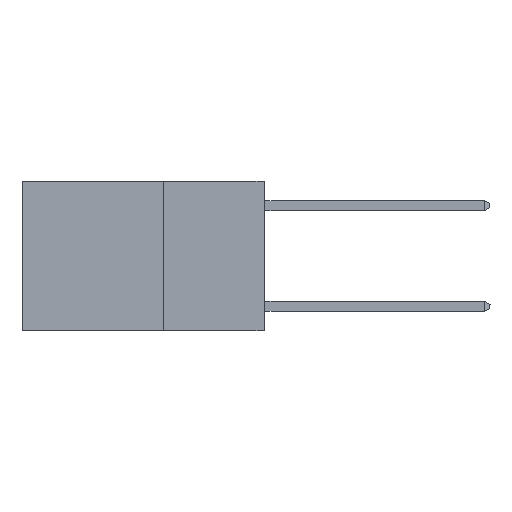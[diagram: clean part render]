
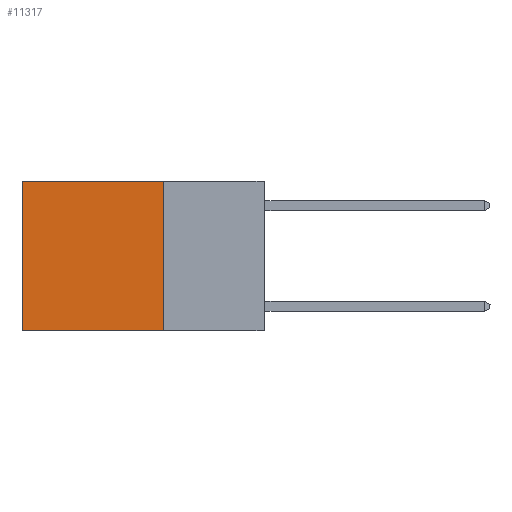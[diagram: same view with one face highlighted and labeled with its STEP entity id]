
A CAD part, left-side view. The second image highlights one B-rep face of the part: STEP entity #11317.
In plain terms, the highlighted planar face has unit normal (-1, 0, 0).
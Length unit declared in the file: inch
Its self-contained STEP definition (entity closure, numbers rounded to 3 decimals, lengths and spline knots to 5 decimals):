
#780 = DIRECTION ( 'NONE',  ( 0., 1., 0. ) ) ;
#1161 = VECTOR ( 'NONE', #780, 39.37008 ) ;
#1620 = CARTESIAN_POINT ( 'NONE',  ( 0.2625, 0.6, 0. ) ) ;
#2236 = CARTESIAN_POINT ( 'NONE',  ( 0.2625, 0.6, 0. ) ) ;
#2490 = FACE_OUTER_BOUND ( 'NONE', #9121, .T. ) ;
#2627 = DIRECTION ( 'NONE',  ( 0., 0., -1. ) ) ;
#4083 = LINE ( 'NONE', #2236, #14588 ) ;
#5195 = CARTESIAN_POINT ( 'NONE',  ( 0.2625, 0.25, -0.37 ) ) ;
#6094 = VERTEX_POINT ( 'NONE', #17699 ) ;
#6824 = CARTESIAN_POINT ( 'NONE',  ( 0.2625, 0.25, -0.37 ) ) ;
#7795 = DIRECTION ( 'NONE',  ( 1., 0., 0. ) ) ;
#8616 = VECTOR ( 'NONE', #11516, 39.37008 ) ;
#8718 = EDGE_CURVE ( 'NONE', #6094, #11885, #13067, .T. ) ;
#9048 = LINE ( 'NONE', #5195, #1161 ) ;
#9121 = EDGE_LOOP ( 'NONE', ( #18180, #14260, #18860, #12906 ) ) ;
#9968 = CARTESIAN_POINT ( 'NONE',  ( 0.2625, 0.6, -0.37 ) ) ;
#10017 = CARTESIAN_POINT ( 'NONE',  ( 0.2625, 0.25, 0. ) ) ;
#10261 = VERTEX_POINT ( 'NONE', #9968 ) ;
#10728 = CARTESIAN_POINT ( 'NONE',  ( 0.2625, 0.25, 0. ) ) ;
#11317 = ADVANCED_FACE ( 'NONE', ( #2490 ), #16744, .F. ) ;
#11479 = EDGE_CURVE ( 'NONE', #11885, #10261, #4083, .T. ) ;
#11516 = DIRECTION ( 'NONE',  ( 0., 1., 0. ) ) ;
#11885 = VERTEX_POINT ( 'NONE', #1620 ) ;
#12358 = VECTOR ( 'NONE', #2627, 39.37008 ) ;
#12906 = ORIENTED_EDGE ( 'NONE', *, *, #8718, .T. ) ;
#13033 = CARTESIAN_POINT ( 'NONE',  ( 0.2625, 0.25, 0. ) ) ;
#13067 = LINE ( 'NONE', #13033, #8616 ) ;
#14260 = ORIENTED_EDGE ( 'NONE', *, *, #19023, .F. ) ;
#14264 = AXIS2_PLACEMENT_3D ( 'NONE', #10728, #7795, #18251 ) ;
#14588 = VECTOR ( 'NONE', #15634, 39.37008 ) ;
#15634 = DIRECTION ( 'NONE',  ( 0., 0., -1. ) ) ;
#16744 = PLANE ( 'NONE',  #14264 ) ;
#16807 = LINE ( 'NONE', #10017, #12358 ) ;
#16986 = VERTEX_POINT ( 'NONE', #6824 ) ;
#17699 = CARTESIAN_POINT ( 'NONE',  ( 0.2625, 0.25, 0. ) ) ;
#18180 = ORIENTED_EDGE ( 'NONE', *, *, #11479, .T. ) ;
#18251 = DIRECTION ( 'NONE',  ( 0., 0., -1. ) ) ;
#18366 = EDGE_CURVE ( 'NONE', #6094, #16986, #16807, .T. ) ;
#18860 = ORIENTED_EDGE ( 'NONE', *, *, #18366, .F. ) ;
#19023 = EDGE_CURVE ( 'NONE', #16986, #10261, #9048, .T. ) ;
